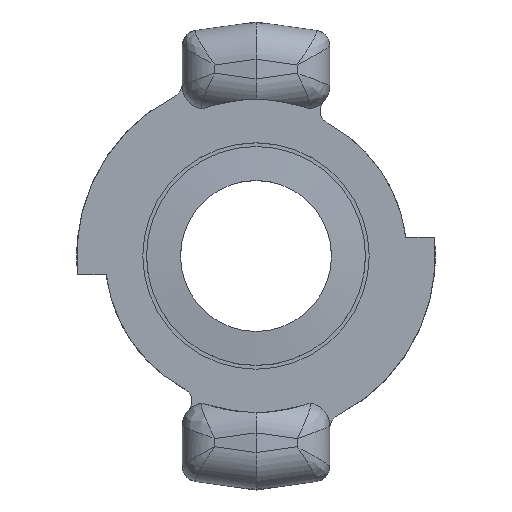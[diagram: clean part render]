
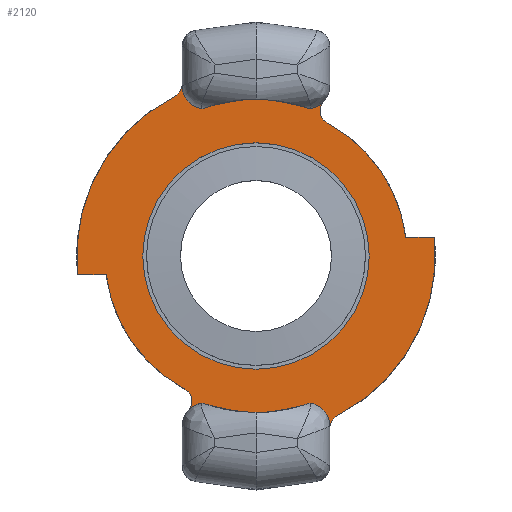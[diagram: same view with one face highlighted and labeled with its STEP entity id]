
A CAD part, top view. The second image highlights one B-rep face of the part: STEP entity #2120.
In plain terms, the highlighted planar face has unit normal (0, 0, 1).
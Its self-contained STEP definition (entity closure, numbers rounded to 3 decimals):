
#141=FACE_BOUND('',#602,.T.);
#149=PLANE('',#2296);
#209=LINE('',#3447,#325);
#210=LINE('',#3451,#326);
#211=LINE('',#3457,#327);
#212=LINE('',#3465,#328);
#213=LINE('',#3469,#329);
#214=LINE('',#3475,#330);
#325=VECTOR('',#2628,10.);
#326=VECTOR('',#2631,10.);
#327=VECTOR('',#2636,10.);
#328=VECTOR('',#2643,10.);
#329=VECTOR('',#2646,10.);
#330=VECTOR('',#2651,10.);
#481=FACE_OUTER_BOUND('',#601,.T.);
#601=EDGE_LOOP('',(#1440,#1441,#1442,#1443,#1444,#1445,#1446,#1447,#1448,
#1449,#1450,#1451,#1452,#1453,#1454,#1455,#1456,#1457));
#602=EDGE_LOOP('',(#1458,#1459));
#729=CIRCLE('',#2297,25.5);
#730=CIRCLE('',#2298,2.);
#731=CIRCLE('',#2299,23.75);
#732=CIRCLE('',#2300,20.);
#733=CIRCLE('',#2301,1.835);
#734=CIRCLE('',#2302,3.);
#735=CIRCLE('',#2303,25.5);
#736=CIRCLE('',#2304,2.);
#737=CIRCLE('',#2305,23.75);
#738=CIRCLE('',#2306,20.);
#739=CIRCLE('',#2307,1.835);
#740=CIRCLE('',#2308,3.);
#741=CIRCLE('',#2309,15.);
#742=CIRCLE('',#2310,15.);
#877=VERTEX_POINT('',#3445);
#878=VERTEX_POINT('',#3446);
#879=VERTEX_POINT('',#3448);
#880=VERTEX_POINT('',#3450);
#881=VERTEX_POINT('',#3452);
#882=VERTEX_POINT('',#3454);
#883=VERTEX_POINT('',#3456);
#884=VERTEX_POINT('',#3458);
#885=VERTEX_POINT('',#3460);
#886=VERTEX_POINT('',#3462);
#887=VERTEX_POINT('',#3464);
#888=VERTEX_POINT('',#3466);
#889=VERTEX_POINT('',#3468);
#890=VERTEX_POINT('',#3470);
#891=VERTEX_POINT('',#3472);
#892=VERTEX_POINT('',#3474);
#893=VERTEX_POINT('',#3476);
#894=VERTEX_POINT('',#3478);
#895=VERTEX_POINT('',#3481);
#896=VERTEX_POINT('',#3482);
#1095=EDGE_CURVE('',#877,#878,#209,.T.);
#1096=EDGE_CURVE('',#877,#879,#729,.T.);
#1097=EDGE_CURVE('',#880,#879,#210,.T.);
#1098=EDGE_CURVE('',#881,#880,#730,.T.);
#1099=EDGE_CURVE('',#882,#881,#731,.T.);
#1100=EDGE_CURVE('',#883,#882,#211,.T.);
#1101=EDGE_CURVE('',#884,#883,#732,.T.);
#1102=EDGE_CURVE('',#885,#884,#733,.T.);
#1103=EDGE_CURVE('',#886,#885,#734,.T.);
#1104=EDGE_CURVE('',#887,#886,#212,.T.);
#1105=EDGE_CURVE('',#887,#888,#735,.T.);
#1106=EDGE_CURVE('',#889,#888,#213,.T.);
#1107=EDGE_CURVE('',#890,#889,#736,.T.);
#1108=EDGE_CURVE('',#891,#890,#737,.T.);
#1109=EDGE_CURVE('',#892,#891,#214,.T.);
#1110=EDGE_CURVE('',#893,#892,#738,.T.);
#1111=EDGE_CURVE('',#894,#893,#739,.T.);
#1112=EDGE_CURVE('',#878,#894,#740,.T.);
#1113=EDGE_CURVE('',#895,#896,#741,.T.);
#1114=EDGE_CURVE('',#896,#895,#742,.T.);
#1440=ORIENTED_EDGE('',*,*,#1095,.F.);
#1441=ORIENTED_EDGE('',*,*,#1096,.T.);
#1442=ORIENTED_EDGE('',*,*,#1097,.F.);
#1443=ORIENTED_EDGE('',*,*,#1098,.F.);
#1444=ORIENTED_EDGE('',*,*,#1099,.F.);
#1445=ORIENTED_EDGE('',*,*,#1100,.F.);
#1446=ORIENTED_EDGE('',*,*,#1101,.F.);
#1447=ORIENTED_EDGE('',*,*,#1102,.F.);
#1448=ORIENTED_EDGE('',*,*,#1103,.F.);
#1449=ORIENTED_EDGE('',*,*,#1104,.F.);
#1450=ORIENTED_EDGE('',*,*,#1105,.T.);
#1451=ORIENTED_EDGE('',*,*,#1106,.F.);
#1452=ORIENTED_EDGE('',*,*,#1107,.F.);
#1453=ORIENTED_EDGE('',*,*,#1108,.F.);
#1454=ORIENTED_EDGE('',*,*,#1109,.F.);
#1455=ORIENTED_EDGE('',*,*,#1110,.F.);
#1456=ORIENTED_EDGE('',*,*,#1111,.F.);
#1457=ORIENTED_EDGE('',*,*,#1112,.F.);
#1458=ORIENTED_EDGE('',*,*,#1113,.F.);
#1459=ORIENTED_EDGE('',*,*,#1114,.F.);
#2120=ADVANCED_FACE('',(#481,#141),#149,.F.);
#2296=AXIS2_PLACEMENT_3D('',#3444,#2626,#2627);
#2297=AXIS2_PLACEMENT_3D('',#3449,#2629,#2630);
#2298=AXIS2_PLACEMENT_3D('',#3453,#2632,#2633);
#2299=AXIS2_PLACEMENT_3D('',#3455,#2634,#2635);
#2300=AXIS2_PLACEMENT_3D('',#3459,#2637,#2638);
#2301=AXIS2_PLACEMENT_3D('',#3461,#2639,#2640);
#2302=AXIS2_PLACEMENT_3D('',#3463,#2641,#2642);
#2303=AXIS2_PLACEMENT_3D('',#3467,#2644,#2645);
#2304=AXIS2_PLACEMENT_3D('',#3471,#2647,#2648);
#2305=AXIS2_PLACEMENT_3D('',#3473,#2649,#2650);
#2306=AXIS2_PLACEMENT_3D('',#3477,#2652,#2653);
#2307=AXIS2_PLACEMENT_3D('',#3479,#2654,#2655);
#2308=AXIS2_PLACEMENT_3D('',#3480,#2656,#2657);
#2309=AXIS2_PLACEMENT_3D('',#3483,#2658,#2659);
#2310=AXIS2_PLACEMENT_3D('',#3484,#2660,#2661);
#2626=DIRECTION('center_axis',(0.,0.,-1.));
#2627=DIRECTION('ref_axis',(-1.,0.,0.));
#2628=DIRECTION('',(0.,-1.,0.));
#2629=DIRECTION('center_axis',(0.,0.,1.));
#2630=DIRECTION('ref_axis',(-1.,0.,0.));
#2631=DIRECTION('',(0.,1.,0.));
#2632=DIRECTION('center_axis',(0.,0.,1.));
#2633=DIRECTION('ref_axis',(0.853,-0.521,0.));
#2634=DIRECTION('center_axis',(0.,0.,-1.));
#2635=DIRECTION('ref_axis',(-0.411,0.912,0.));
#2636=DIRECTION('',(-1.,0.,0.));
#2637=DIRECTION('center_axis',(0.,0.,-1.));
#2638=DIRECTION('ref_axis',(0.,1.,0.));
#2639=DIRECTION('center_axis',(0.,0.,1.));
#2640=DIRECTION('ref_axis',(0.741,-0.671,0.));
#2641=DIRECTION('center_axis',(0.,0.,-1.));
#2642=DIRECTION('ref_axis',(-0.755,0.656,0.));
#2643=DIRECTION('',(0.,1.,0.));
#2644=DIRECTION('center_axis',(0.,0.,1.));
#2645=DIRECTION('ref_axis',(-1.,0.,0.));
#2646=DIRECTION('',(0.,-1.,0.));
#2647=DIRECTION('center_axis',(0.,0.,1.));
#2648=DIRECTION('ref_axis',(-0.853,0.521,0.));
#2649=DIRECTION('center_axis',(0.,0.,-1.));
#2650=DIRECTION('ref_axis',(0.411,-0.912,0.));
#2651=DIRECTION('',(1.,0.,0.));
#2652=DIRECTION('center_axis',(0.,0.,-1.));
#2653=DIRECTION('ref_axis',(0.,1.,0.));
#2654=DIRECTION('center_axis',(0.,0.,1.));
#2655=DIRECTION('ref_axis',(-0.741,0.671,0.));
#2656=DIRECTION('center_axis',(0.,0.,-1.));
#2657=DIRECTION('ref_axis',(0.755,-0.656,0.));
#2658=DIRECTION('center_axis',(0.,0.,1.));
#2659=DIRECTION('ref_axis',(-1.,0.,0.));
#2660=DIRECTION('center_axis',(0.,0.,1.));
#2661=DIRECTION('ref_axis',(-1.,0.,0.));
#3444=CARTESIAN_POINT('Origin',(-20.25,0.,-5.114));
#3445=CARTESIAN_POINT('',(9.75,23.562,-5.114));
#3446=CARTESIAN_POINT('',(9.75,22.478,-5.114));
#3447=CARTESIAN_POINT('',(9.75,15.5,-5.114));
#3448=CARTESIAN_POINT('',(-9.75,23.562,-5.114));
#3449=CARTESIAN_POINT('Origin',(0.,0.,-5.114));
#3450=CARTESIAN_POINT('',(-9.75,22.913,-5.114));
#3451=CARTESIAN_POINT('',(-9.75,-15.5,-5.114));
#3452=CARTESIAN_POINT('',(-10.837,21.133,-5.114));
#3453=CARTESIAN_POINT('Origin',(-11.75,22.913,-5.114));
#3454=CARTESIAN_POINT('',(-23.618,-2.5,-5.114));
#3455=CARTESIAN_POINT('Origin',(0.,0.,-5.114));
#3456=CARTESIAN_POINT('',(-19.843,-2.5,-5.114));
#3457=CARTESIAN_POINT('',(-10.125,-2.5,-5.114));
#3458=CARTESIAN_POINT('',(-9.466,-17.618,-5.114));
#3459=CARTESIAN_POINT('Origin',(0.,0.,-5.114));
#3460=CARTESIAN_POINT('',(-8.974,-20.465,-5.114));
#3461=CARTESIAN_POINT('Origin',(-10.335,-19.234,-5.114));
#3462=CARTESIAN_POINT('',(-9.75,-22.478,-5.114));
#3463=CARTESIAN_POINT('Origin',(-6.75,-22.478,-5.114));
#3464=CARTESIAN_POINT('',(-9.75,-23.562,-5.114));
#3465=CARTESIAN_POINT('',(-9.75,-15.5,-5.114));
#3466=CARTESIAN_POINT('',(9.75,-23.562,-5.114));
#3467=CARTESIAN_POINT('Origin',(0.,0.,-5.114));
#3468=CARTESIAN_POINT('',(9.75,-22.913,-5.114));
#3469=CARTESIAN_POINT('',(9.75,15.5,-5.114));
#3470=CARTESIAN_POINT('',(10.837,-21.133,-5.114));
#3471=CARTESIAN_POINT('Origin',(11.75,-22.913,-5.114));
#3472=CARTESIAN_POINT('',(23.618,2.5,-5.114));
#3473=CARTESIAN_POINT('Origin',(0.,0.,-5.114));
#3474=CARTESIAN_POINT('',(19.843,2.5,-5.114));
#3475=CARTESIAN_POINT('',(-10.125,2.5,-5.114));
#3476=CARTESIAN_POINT('',(9.466,17.618,-5.114));
#3477=CARTESIAN_POINT('Origin',(0.,0.,-5.114));
#3478=CARTESIAN_POINT('',(8.974,20.465,-5.114));
#3479=CARTESIAN_POINT('Origin',(10.335,19.234,-5.114));
#3480=CARTESIAN_POINT('Origin',(6.75,22.478,-5.114));
#3481=CARTESIAN_POINT('',(-15.,0.,-5.114));
#3482=CARTESIAN_POINT('',(15.,0.,-5.114));
#3483=CARTESIAN_POINT('Origin',(0.,0.,-5.114));
#3484=CARTESIAN_POINT('Origin',(0.,0.,-5.114));
